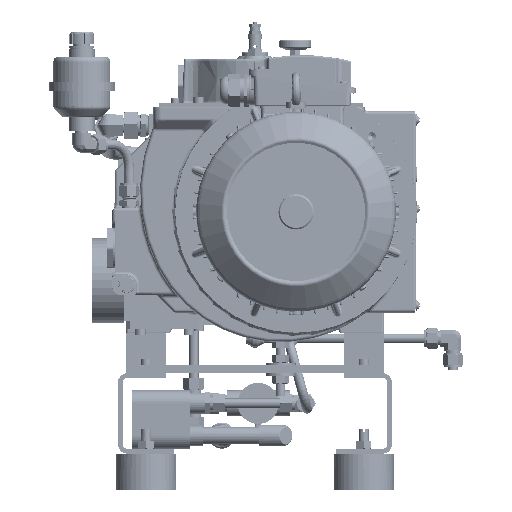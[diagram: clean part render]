
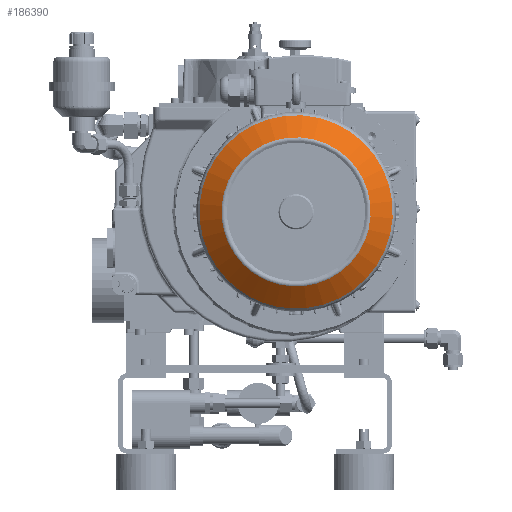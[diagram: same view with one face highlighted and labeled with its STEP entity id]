
A CAD part, left-side view. The second image highlights one B-rep face of the part: STEP entity #186390.
In plain terms, the highlighted conical face has half-angle 51 degrees and reference radius 106.22 mm.
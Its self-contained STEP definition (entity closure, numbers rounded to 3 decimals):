
#5473=CONICAL_SURFACE('',#199779,106.22,0.89);
#16895=CIRCLE('',#199776,92.517);
#16896=CIRCLE('',#199777,92.517);
#16897=CIRCLE('',#199778,92.517);
#16898=CIRCLE('',#199780,119.923);
#16899=CIRCLE('',#199781,119.923);
#16900=CIRCLE('',#199782,119.923);
#26819=FACE_OUTER_BOUND('',#38421,.T.);
#38421=EDGE_LOOP('',(#139500,#139501,#139502,#139503,#139504,#139505,#139506,
#139507));
#50697=LINE('',#362859,#64060);
#64060=VECTOR('',#228565,106.22);
#79652=VERTEX_POINT('',#362848);
#79653=VERTEX_POINT('',#362850);
#79654=VERTEX_POINT('',#362852);
#79655=VERTEX_POINT('',#362856);
#79656=VERTEX_POINT('',#362857);
#79657=VERTEX_POINT('',#362860);
#101339=EDGE_CURVE('',#79652,#79653,#16895,.T.);
#101340=EDGE_CURVE('',#79653,#79654,#16896,.T.);
#101341=EDGE_CURVE('',#79654,#79652,#16897,.T.);
#101342=EDGE_CURVE('',#79655,#79656,#16898,.T.);
#101343=EDGE_CURVE('',#79656,#79654,#50697,.T.);
#101344=EDGE_CURVE('',#79656,#79657,#16899,.T.);
#101345=EDGE_CURVE('',#79657,#79655,#16900,.T.);
#139500=ORIENTED_EDGE('',*,*,#101342,.T.);
#139501=ORIENTED_EDGE('',*,*,#101343,.T.);
#139502=ORIENTED_EDGE('',*,*,#101340,.F.);
#139503=ORIENTED_EDGE('',*,*,#101339,.F.);
#139504=ORIENTED_EDGE('',*,*,#101341,.F.);
#139505=ORIENTED_EDGE('',*,*,#101343,.F.);
#139506=ORIENTED_EDGE('',*,*,#101344,.T.);
#139507=ORIENTED_EDGE('',*,*,#101345,.T.);
#186390=ADVANCED_FACE('',(#26819),#5473,.T.);
#199776=AXIS2_PLACEMENT_3D('',#362851,#228555,#228556);
#199777=AXIS2_PLACEMENT_3D('',#362853,#228557,#228558);
#199778=AXIS2_PLACEMENT_3D('',#362854,#228559,#228560);
#199779=AXIS2_PLACEMENT_3D('',#362855,#228561,#228562);
#199780=AXIS2_PLACEMENT_3D('',#362858,#228563,#228564);
#199781=AXIS2_PLACEMENT_3D('',#362861,#228566,#228567);
#199782=AXIS2_PLACEMENT_3D('',#362862,#228568,#228569);
#228555=DIRECTION('center_axis',(-1.,0.,0.));
#228556=DIRECTION('ref_axis',(0.,0.065,
-0.998));
#228557=DIRECTION('center_axis',(-1.,0.,0.));
#228558=DIRECTION('ref_axis',(0.,0.065,
-0.998));
#228559=DIRECTION('center_axis',(-1.,0.,0.));
#228560=DIRECTION('ref_axis',(0.,0.065,
-0.998));
#228561=DIRECTION('center_axis',(1.,0.,0.));
#228562=DIRECTION('ref_axis',(0.,0.065,
-0.998));
#228563=DIRECTION('center_axis',(-1.,0.,0.));
#228564=DIRECTION('ref_axis',(0.,0.065,
-0.998));
#228565=DIRECTION('',(-0.629,0.051,-0.775));
#228566=DIRECTION('center_axis',(-1.,0.,0.));
#228567=DIRECTION('ref_axis',(0.,0.065,
-0.998));
#228568=DIRECTION('center_axis',(-1.,0.,0.));
#228569=DIRECTION('ref_axis',(0.,0.065,
-0.998));
#362848=CARTESIAN_POINT('',(-868.709,10.794,-65.42));
#362850=CARTESIAN_POINT('',(-868.709,-48.607,-92.321));
#362851=CARTESIAN_POINT('Origin',(-868.709,-54.625,0.));
#362852=CARTESIAN_POINT('',(-868.709,-60.644,92.321));
#362853=CARTESIAN_POINT('Origin',(-868.709,-54.625,0.));
#362854=CARTESIAN_POINT('Origin',(-868.709,-54.625,0.));
#362855=CARTESIAN_POINT('Origin',(-857.612,-54.625,0.));
#362856=CARTESIAN_POINT('',(-846.516,-46.824,-119.668));
#362857=CARTESIAN_POINT('',(-846.516,-62.427,119.669));
#362858=CARTESIAN_POINT('Origin',(-846.516,-54.625,0.));
#362859=CARTESIAN_POINT('',(-857.612,-61.536,105.995));
#362860=CARTESIAN_POINT('',(-846.516,30.173,-84.798));
#362861=CARTESIAN_POINT('Origin',(-846.516,-54.625,0.));
#362862=CARTESIAN_POINT('Origin',(-846.516,-54.625,0.));
